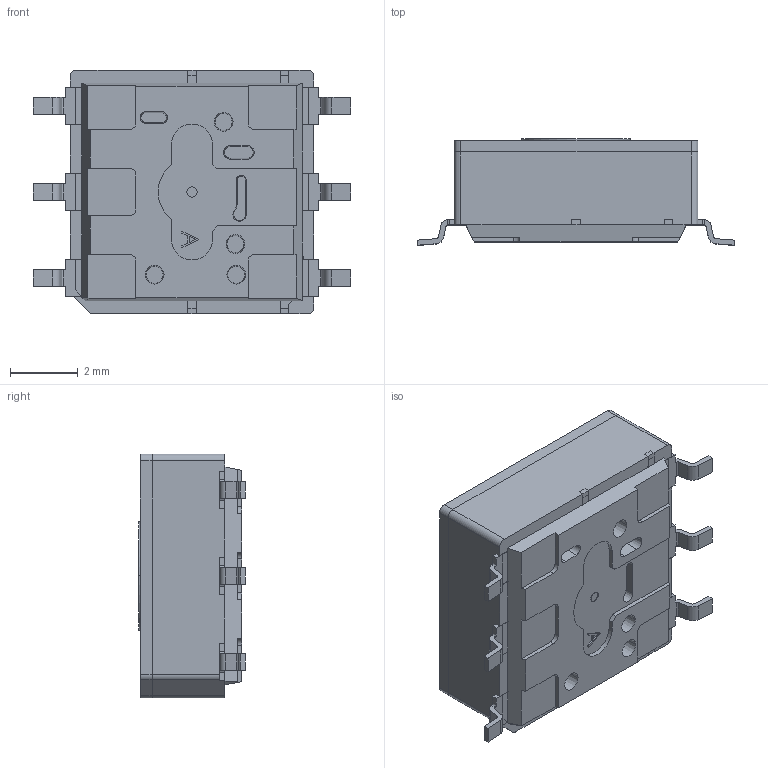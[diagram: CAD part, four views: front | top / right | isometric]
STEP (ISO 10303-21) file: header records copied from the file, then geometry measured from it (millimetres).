
FILE_DESCRIPTION (( 'STEP AP214' ), '1' );
FILE_NAME ('KZxDx10-S_MODEL.STEP', '2020-01-21T04:33:55', ( '' ), ( '' ), 'SwSTEP 2.0', 'SolidWorks 2018', '' );
FILE_SCHEMA (( 'AUTOMOTIVE_DESIGN' ));
Length unit declared in the file: millimetre
Products named in the file (1): KZxDx10-S_MODEL
Bounding box: 9.38 x 3.15 x 7.2 mm (x, y, z)
Volume: 142.4 mm3; surface area: 472.8 mm2
Topology: 4 solids, 4 shells, 704 faces, 2029 edges, 1346 vertices
Faces by surface type: plane 579, cylinder 104, cone 12, bspline 7, torus 2
Entity records: 30729 total; most frequent: CARTESIAN_POINT 4218, ORIENTED_EDGE 4058, DIRECTION 3647, EDGE_CURVE 2029, VECTOR 1769, LINE 1769, VERTEX_POINT 1346, AXIS2_PLACEMENT_3D 939
